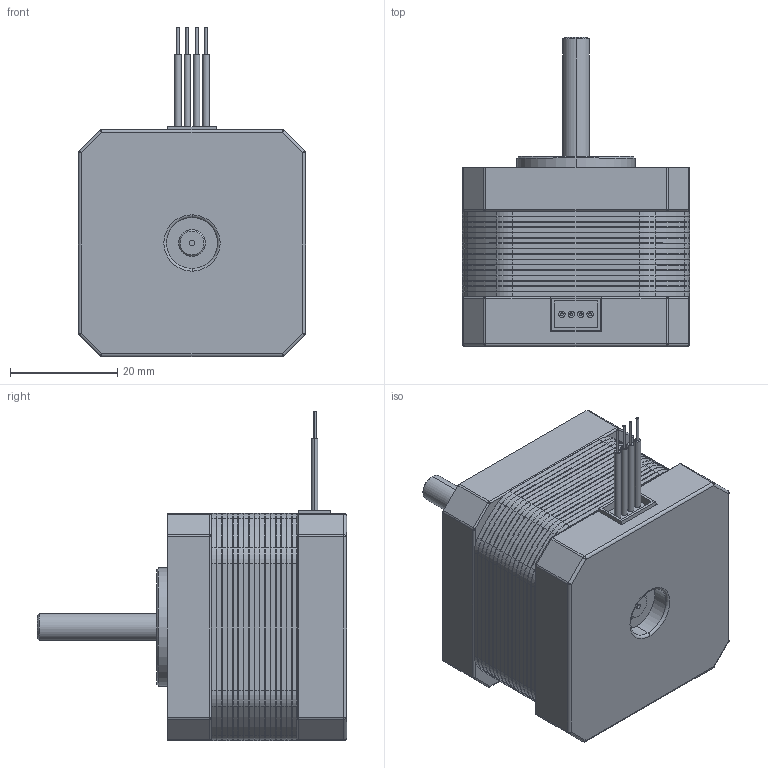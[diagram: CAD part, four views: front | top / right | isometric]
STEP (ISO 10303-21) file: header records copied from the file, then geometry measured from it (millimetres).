
FILE_DESCRIPTION (( 'STEP AP214' ), '1' );
FILE_NAME ('Nema 17 Stepper Motor length 34mm.STEP', '2017-12-11T21:51:15', ( '' ), ( '' ), 'SwSTEP 2.0', 'SolidWorks 2016', '' );
FILE_SCHEMA (( 'AUTOMOTIVE_DESIGN' ));
Length unit declared in the file: millimetre
Products named in the file (1): Nema 17  Stepper Motor length 34mm
Bounding box: 42.3 x 57.6 x 61.3 mm (x, y, z)
Volume: 58140.8 mm3; surface area: 67356.9 mm2
Topology: 27 solids, 27 shells, 990 faces, 2197 edges, 1264 vertices
Faces by surface type: cone 398, plane 285, cylinder 279, torus 20, sphere 8
Entity records: 36237 total; most frequent: DIRECTION 5151, CARTESIAN_POINT 4444, ORIENTED_EDGE 4378, EDGE_CURVE 2189, AXIS2_PLACEMENT_3D 1971, VERTEX_POINT 1264, VECTOR 1209, LINE 1209
